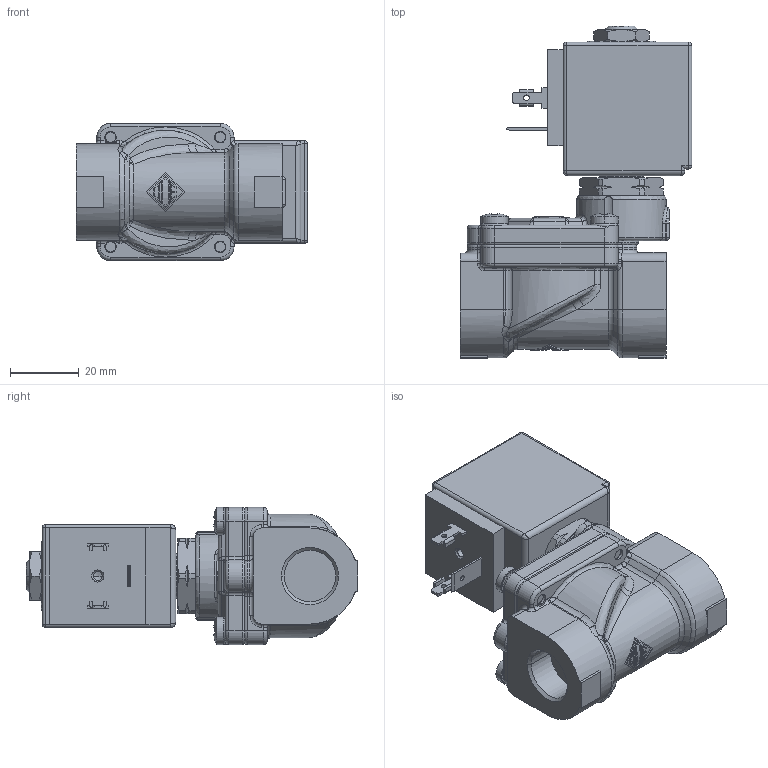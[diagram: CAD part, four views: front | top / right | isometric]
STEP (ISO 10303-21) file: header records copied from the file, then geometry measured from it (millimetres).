
FILE_DESCRIPTION((''),'2;1');
FILE_NAME('21WA3Z0B130_BDA_INGOMBRO_ASM','2009-07-13T',('romeri'),('O.D.E.'),'PRO/ENGINEER BY PARAMETRIC TECHNOLOGY CORPORATION, 2005450','PRO/ENGINEER BY PARAMETRIC TECHNOLOGY CORPORATION, 2005450','');
FILE_SCHEMA(('CONFIG_CONTROL_DESIGN'));
Length unit declared in the file: millimetre
Products named in the file (8): 450WA3_INGOMBRO; 452182_INGOMBRO; 450573_INGOMBRO; BOBINA_8_W_INGOMBRO; 450145; 450146; 990445; 21WA3Z0B130_BDA_INGOMBRO_ASM
Assembly tree (10 placements, depth 2):
  21WA3Z0B130_BDA_INGOMBRO_ASM
    450WA3_INGOMBRO
    452182_INGOMBRO
    450573_INGOMBRO
    BOBINA_8_W_INGOMBRO
    450145
    450146
    990445  x4
Bounding box: 67.5 x 96.8 x 40 mm (x, y, z)
Volume: 101093.4 mm3; surface area: 37779.3 mm2
Topology: 10 solids, 16 shells, 918 faces, 2187 edges, 1336 vertices
Faces by surface type: plane 375, cylinder 269, torus 103, cone 73, bspline 66, sphere 32
Entity records: 37682 total; most frequent: CARTESIAN_POINT 7736, DIRECTION 4072, ORIENTED_EDGE 4004, PRESENTATION_STYLE_ASSIGNMENT 2480, EDGE_CURVE 2005, STYLED_ITEM 1893, CURVE_STYLE 1805, AXIS2_PLACEMENT_3D 1578
